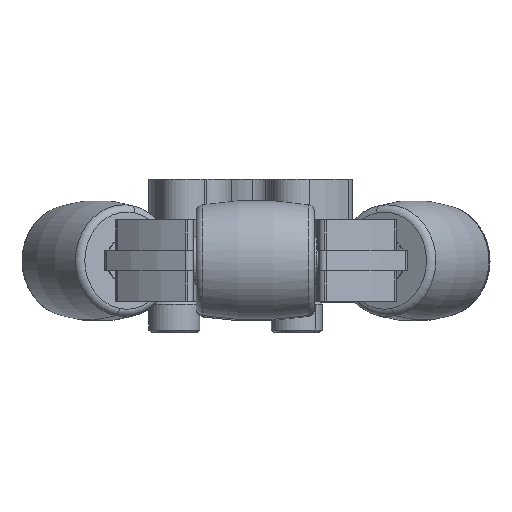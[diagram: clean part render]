
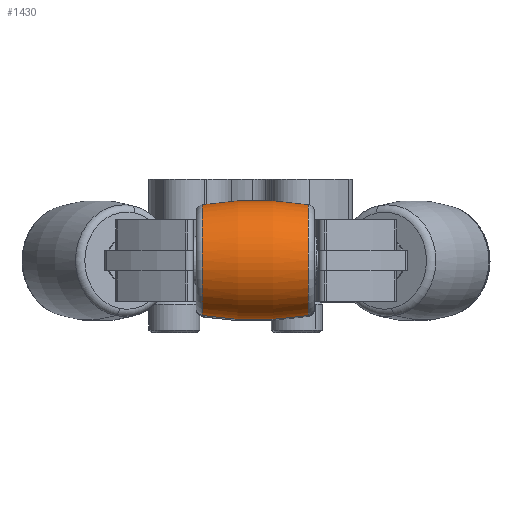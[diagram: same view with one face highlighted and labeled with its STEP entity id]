
A CAD part, top view. The second image highlights one B-rep face of the part: STEP entity #1430.
In plain terms, the highlighted toroidal (fillet/blend) face has major radius 41.44 mm and minor radius 50.8 mm.
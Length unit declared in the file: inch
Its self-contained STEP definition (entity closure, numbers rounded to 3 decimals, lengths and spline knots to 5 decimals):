
#103 = VERTEX_POINT ( 'NONE', #2220 ) ;
#286 = VERTEX_POINT ( 'NONE', #3448 ) ;
#524 = CARTESIAN_POINT ( 'NONE',  ( -0.32481, 0., -0.34195 ) ) ;
#1026 = VERTEX_POINT ( 'NONE', #7139 ) ;
#1308 = EDGE_CURVE ( 'NONE', #1026, #103, #7555, .T. ) ;
#1430 = ADVANCED_FACE ( 'NONE', ( #9143 ), #14565, .T. ) ;
#2220 = CARTESIAN_POINT ( 'NONE',  ( 0.32481, 0., -0.34195 ) ) ;
#3172 = AXIS2_PLACEMENT_3D ( 'NONE', #7121, #16902, #12703 ) ;
#3236 = CIRCLE ( 'NONE', #17236, 2. ) ;
#3261 = VERTEX_POINT ( 'NONE', #524 ) ;
#3448 = CARTESIAN_POINT ( 'NONE',  ( -0.32481, 0., 0.34195 ) ) ;
#3915 = EDGE_CURVE ( 'NONE', #3261, #286, #14914, .T. ) ;
#4112 = ORIENTED_EDGE ( 'NONE', *, *, #1308, .T. ) ;
#4598 = EDGE_LOOP ( 'NONE', ( #4112, #7265, #9192, #13432 ) ) ;
#4672 = DIRECTION ( 'NONE',  ( 0., 0., 1. ) ) ;
#6765 = CIRCLE ( 'NONE', #14076, 2. ) ;
#7121 = CARTESIAN_POINT ( 'NONE',  ( 0.32481, 0., 0. ) ) ;
#7139 = CARTESIAN_POINT ( 'NONE',  ( 0.32481, 0., 0.34195 ) ) ;
#7265 = ORIENTED_EDGE ( 'NONE', *, *, #7559, .T. ) ;
#7555 = CIRCLE ( 'NONE', #3172, 0.34195 ) ;
#7559 = EDGE_CURVE ( 'NONE', #103, #3261, #3236, .T. ) ;
#8128 = CARTESIAN_POINT ( 'NONE',  ( 0., 0., -1.6315 ) ) ;
#8459 = AXIS2_PLACEMENT_3D ( 'NONE', #10632, #14562, #14931 ) ;
#8698 = CARTESIAN_POINT ( 'NONE',  ( 0., 0., 1.6315 ) ) ;
#8962 = DIRECTION ( 'NONE',  ( 0., 0., 1. ) ) ;
#9143 = FACE_OUTER_BOUND ( 'NONE', #4598, .T. ) ;
#9192 = ORIENTED_EDGE ( 'NONE', *, *, #3915, .T. ) ;
#10478 = AXIS2_PLACEMENT_3D ( 'NONE', #15985, #11896, #8962 ) ;
#10632 = CARTESIAN_POINT ( 'NONE',  ( -0.32481, 0., 0. ) ) ;
#11896 = DIRECTION ( 'NONE',  ( -1., 0., 0. ) ) ;
#12224 = EDGE_CURVE ( 'NONE', #1026, #286, #6765, .T. ) ;
#12703 = DIRECTION ( 'NONE',  ( 0., 0., 1. ) ) ;
#13432 = ORIENTED_EDGE ( 'NONE', *, *, #12224, .F. ) ;
#13714 = DIRECTION ( 'NONE',  ( 0., 0., -1. ) ) ;
#14076 = AXIS2_PLACEMENT_3D ( 'NONE', #8128, #17715, #13714 ) ;
#14562 = DIRECTION ( 'NONE',  ( 1., 0., 0. ) ) ;
#14565 = TOROIDAL_SURFACE ( 'NONE', #10478, -1.6315, 2. ) ;
#14914 = CIRCLE ( 'NONE', #8459, 0.34195 ) ;
#14931 = DIRECTION ( 'NONE',  ( 0., 0., -1. ) ) ;
#15634 = DIRECTION ( 'NONE',  ( 0., 1., 0. ) ) ;
#15985 = CARTESIAN_POINT ( 'NONE',  ( 0., 0., 0. ) ) ;
#16902 = DIRECTION ( 'NONE',  ( -1., 0., 0. ) ) ;
#17236 = AXIS2_PLACEMENT_3D ( 'NONE', #8698, #15634, #4672 ) ;
#17715 = DIRECTION ( 'NONE',  ( 0., -1., 0. ) ) ;
